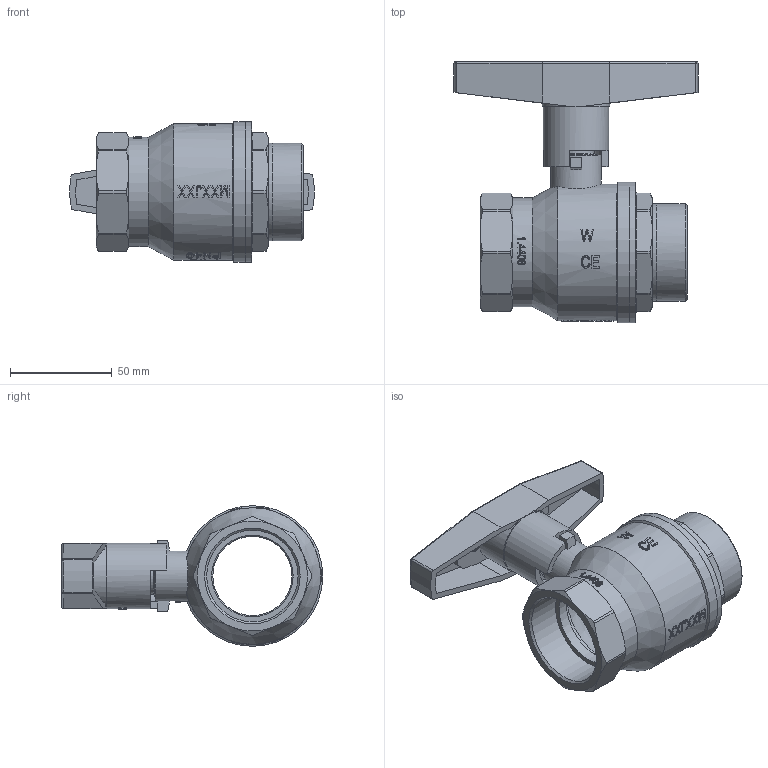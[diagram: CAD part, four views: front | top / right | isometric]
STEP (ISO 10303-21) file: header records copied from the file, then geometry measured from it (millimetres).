
FILE_DESCRIPTION(/* description */ ('Unknown','CAx-IF Rec.Pracs.---Representation and Presentation of Product Manufacturing Information (PMI)---4.0---2014-10-13','CAx-IF Rec.Pracs.---3D Tessellated Geometry---0.4---2014-09-14','2;1'),/* implementation_level */ '2;1');
FILE_NAME(/* name */ '9371-08',/* time_stamp */ '2024-02-19T12:01:52+01:00',/* author */ ('Unknown'),/* organization */ ('Unknown'),/* preprocessor_version */ 'ST-DEVELOPER v18.102',/* originating_system */ 'Solid Edge',/* authorisation */ 'Unknown');
FILE_SCHEMA (('AP242_MANAGED_MODEL_BASED_3D_ENGINEERING_MIM_LF { 1 0 10303 442 1 1 4 }'));
Length unit declared in the file: millimetre
Products named in the file (13): 9371-08; Assem1_oa_0; Dichtung_Eischraubteil-Kvrper__1-1_2; Kvrper-1-1_2; Einschraubteil-1_1_2; Stopfbuchse-1-1_4_-_2; Spindeldichtung__1-1_4_-_2; Spindel-Zusammanbau__1-1_2_oa_1; Spindel-1-1_2; T-Griff 1 1_4-1 1_2; Schraube-m-imbus-1; T-Griff-Al-1_1_4-1_1_2-a; Abdeckkappe-3_8-1_1_2_0
Assembly tree (12 placements, depth 4):
  9371-08
    Assem1_oa_0
      Dichtung_Eischraubteil-Kvrper__1-1_2
      Kvrper-1-1_2
      Einschraubteil-1_1_2
      Stopfbuchse-1-1_4_-_2
      Spindeldichtung__1-1_4_-_2
      Spindel-Zusammanbau__1-1_2_oa_1
        Spindel-1-1_2
    T-Griff 1 1_4-1 1_2
      Schraube-m-imbus-1
      T-Griff-Al-1_1_4-1_1_2-a
      Abdeckkappe-3_8-1_1_2_0
Bounding box: 119.85 x 128.2 x 69 mm (x, y, z)
Volume: 145403.3 mm3; surface area: 81009.9 mm2
Topology: 9 solids, 9 shells, 1145 faces, 3116 edges, 2053 vertices
Faces by surface type: plane 944, cylinder 130, cone 61, torus 5, sphere 5
Full cylindrical faces by diameter (mm): 3.4 x2, 5.4 x4, 8.5 x1, 14 x4, 14.5 x1, 18 x2, 18.3 x1, 18.376 x1, 18.38 x1, 19 x1, 20 x1, 20.376 x1, 21 x1, 25 x1, 26 x1, 32 x1, 38.8 x1, 40 x2, 44.845 x1, 47.803 x1, 47.804 x1, 49 x2, 53.5 x1, 60.5 x1, 62 x3, 65 x1, 65.2 x1, 67 x1, 69 x2
Entity records: 37082 total; most frequent: CARTESIAN_POINT 6980, DIRECTION 6706, ORIENTED_EDGE 6038, EDGE_CURVE 3019, AXIS2_PLACEMENT_3D 2616, VERTEX_POINT 2027, LINE 1474, VECTOR 1474
